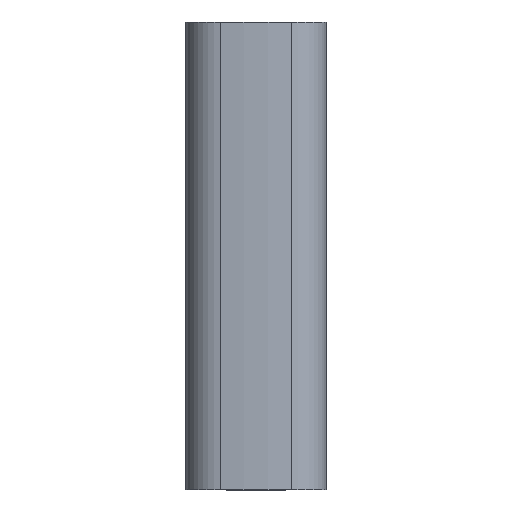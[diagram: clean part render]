
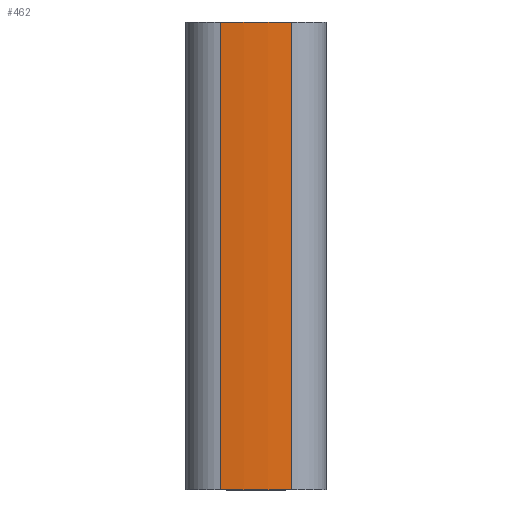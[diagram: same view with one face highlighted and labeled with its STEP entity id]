
A CAD part, top view. The second image highlights one B-rep face of the part: STEP entity #462.
In plain terms, the highlighted cylindrical face has radius 11.475 mm (diameter 22.95 mm), a partial arc.
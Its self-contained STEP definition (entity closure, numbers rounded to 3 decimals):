
#435=AXIS2_PLACEMENT_3D('Cylinder Axis2P3D',#432,#433,#434) ;
#439=AXIS2_PLACEMENT_3D('Circle Axis2P3D',#437,#438,$) ;
#453=AXIS2_PLACEMENT_3D('Circle Axis2P3D',#451,#452,$) ;
#409=CARTESIAN_POINT('Vertex',(4.08,18.,5.667)) ;
#412=CARTESIAN_POINT('Line Origine',(4.08,9.,5.667)) ;
#416=CARTESIAN_POINT('Vertex',(4.08,0.,5.667)) ;
#432=CARTESIAN_POINT('Axis2P3D Location',(2.7,9.,-5.725)) ;
#437=CARTESIAN_POINT('Axis2P3D Location',(2.7,18.,-5.725)) ;
#441=CARTESIAN_POINT('Vertex',(1.32,18.,5.667)) ;
#444=CARTESIAN_POINT('Line Origine',(1.32,9.,5.667)) ;
#448=CARTESIAN_POINT('Vertex',(1.32,0.,5.667)) ;
#451=CARTESIAN_POINT('Axis2P3D Location',(2.7,0.,-5.725)) ;
#413=DIRECTION('Vector Direction',(0.,-1.,0.)) ;
#433=DIRECTION('Axis2P3D Direction',(0.,-1.,0.)) ;
#434=DIRECTION('Axis2P3D XDirection',(0.12,0.,0.993)) ;
#438=DIRECTION('Axis2P3D Direction',(0.,-1.,0.)) ;
#445=DIRECTION('Vector Direction',(0.,-1.,0.)) ;
#452=DIRECTION('Axis2P3D Direction',(0.,-1.,0.)) ;
#414=VECTOR('Line Direction',#413,1.) ;
#446=VECTOR('Line Direction',#445,1.) ;
#457=ORIENTED_EDGE('',*,*,#418,.F.) ;
#458=ORIENTED_EDGE('',*,*,#443,.T.) ;
#459=ORIENTED_EDGE('',*,*,#450,.T.) ;
#460=ORIENTED_EDGE('',*,*,#455,.F.) ;
#462=ADVANCED_FACE('S3D - gedreht',(#461),#436,.T.) ;
#440=CIRCLE('generated circle',#439,11.475) ;
#454=CIRCLE('generated circle',#453,11.475) ;
#436=CYLINDRICAL_SURFACE('generated cylinder',#435,11.475) ;
#418=EDGE_CURVE('',#410,#417,#415,.T.) ;
#443=EDGE_CURVE('',#410,#442,#440,.T.) ;
#450=EDGE_CURVE('',#442,#449,#447,.T.) ;
#455=EDGE_CURVE('',#417,#449,#454,.T.) ;
#456=EDGE_LOOP('',(#457,#458,#459,#460)) ;
#461=FACE_OUTER_BOUND('',#456,.T.) ;
#415=LINE('Line',#412,#414) ;
#447=LINE('Line',#444,#446) ;
#410=VERTEX_POINT('',#409) ;
#417=VERTEX_POINT('',#416) ;
#442=VERTEX_POINT('',#441) ;
#449=VERTEX_POINT('',#448) ;
